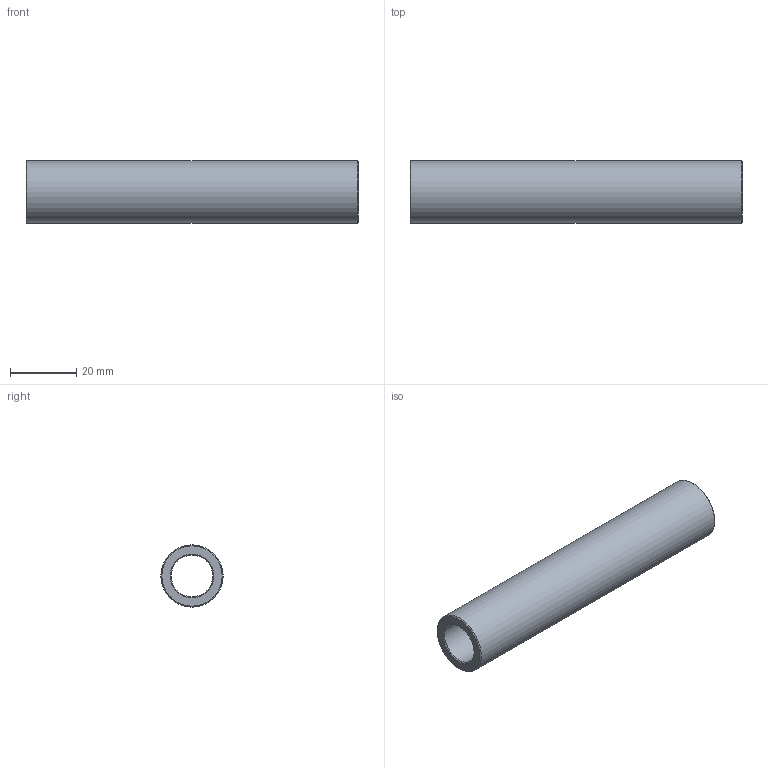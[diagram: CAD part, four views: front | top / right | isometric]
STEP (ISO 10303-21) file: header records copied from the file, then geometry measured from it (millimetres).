
FILE_DESCRIPTION(('FreeCAD Model'),'2;1');
FILE_NAME('Open CASCADE Shape Model','2024-03-27T15:35:39',(''),(''), 'Open CASCADE STEP processor 7.6','FreeCAD','Unknown');
FILE_SCHEMA(('AUTOMOTIVE_DESIGN { 1 0 10303 214 1 1 1 1 }'));
Length unit declared in the file: millimetre
Products named in the file (1): Spacer BUD FRE PLN BU01.50x08.00 - SPN-SPR-0247 (stemfie.org)
Bounding box: 100 x 18.75 x 18.75 mm (x, y, z)
Volume: 15133.8 mm3; surface area: 10117.6 mm2
Topology: 1 solids, 1 shells, 443 faces, 1223 edges, 814 vertices
Faces by surface type: plane 319, extrusion 118, cone 4, cylinder 2
Full cylindrical faces by diameter (mm): 12.6 x1, 18.75 x1
Entity records: 14075 total; most frequent: CARTESIAN_POINT 3189, ORIENTED_EDGE 2446, DIRECTION 1765, EDGE_CURVE 1223, VECTOR 1097, LINE 979, VERTEX_POINT 814, FACE_BOUND 477
